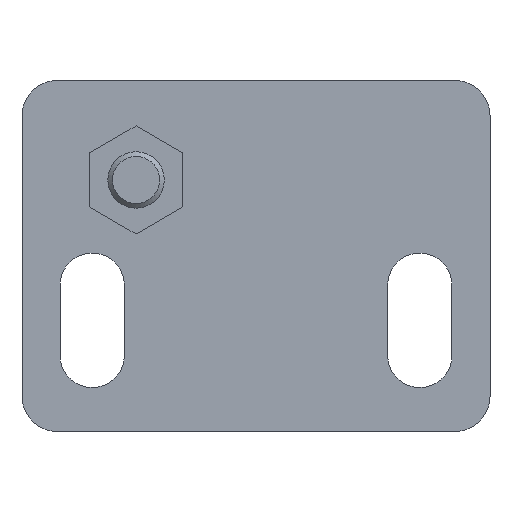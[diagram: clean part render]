
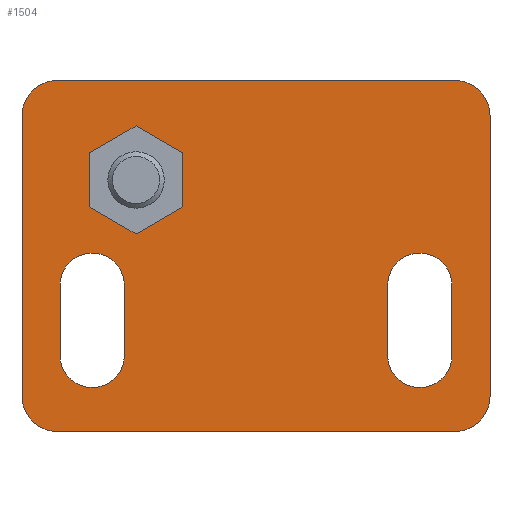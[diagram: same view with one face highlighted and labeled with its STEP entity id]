
A CAD part, left-side view. The second image highlights one B-rep face of the part: STEP entity #1504.
In plain terms, the highlighted face is planar.
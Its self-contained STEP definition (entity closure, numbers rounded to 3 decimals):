
#32=LINE('',#2013,#134);
#33=LINE('',#2017,#135);
#34=LINE('',#2021,#136);
#35=LINE('',#2025,#137);
#36=LINE('',#2029,#138);
#37=LINE('',#2033,#139);
#38=LINE('',#2037,#140);
#39=LINE('',#2041,#141);
#40=LINE('',#2042,#142);
#41=LINE('',#2045,#143);
#42=LINE('',#2047,#144);
#43=LINE('',#2049,#145);
#44=LINE('',#2051,#146);
#45=LINE('',#2053,#147);
#134=VECTOR('',#1693,1000.);
#135=VECTOR('',#1696,1000.);
#136=VECTOR('',#1699,1000.);
#137=VECTOR('',#1702,1000.);
#138=VECTOR('',#1705,1000.);
#139=VECTOR('',#1708,1000.);
#140=VECTOR('',#1711,1000.);
#141=VECTOR('',#1714,1000.);
#142=VECTOR('',#1715,1000.);
#143=VECTOR('',#1716,1000.);
#144=VECTOR('',#1717,1000.);
#145=VECTOR('',#1718,1000.);
#146=VECTOR('',#1719,1000.);
#147=VECTOR('',#1720,1000.);
#236=PLANE('',#1575);
#275=ORIENTED_EDGE('',*,*,#579,.F.);
#276=ORIENTED_EDGE('',*,*,#580,.F.);
#277=ORIENTED_EDGE('',*,*,#581,.F.);
#278=ORIENTED_EDGE('',*,*,#582,.F.);
#279=ORIENTED_EDGE('',*,*,#583,.F.);
#280=ORIENTED_EDGE('',*,*,#584,.F.);
#281=ORIENTED_EDGE('',*,*,#585,.F.);
#282=ORIENTED_EDGE('',*,*,#586,.F.);
#283=ORIENTED_EDGE('',*,*,#587,.T.);
#284=ORIENTED_EDGE('',*,*,#588,.T.);
#285=ORIENTED_EDGE('',*,*,#589,.T.);
#286=ORIENTED_EDGE('',*,*,#590,.T.);
#287=ORIENTED_EDGE('',*,*,#591,.T.);
#288=ORIENTED_EDGE('',*,*,#592,.T.);
#289=ORIENTED_EDGE('',*,*,#593,.T.);
#290=ORIENTED_EDGE('',*,*,#594,.T.);
#291=ORIENTED_EDGE('',*,*,#595,.T.);
#292=ORIENTED_EDGE('',*,*,#596,.T.);
#293=ORIENTED_EDGE('',*,*,#597,.T.);
#294=ORIENTED_EDGE('',*,*,#598,.T.);
#295=ORIENTED_EDGE('',*,*,#599,.T.);
#296=ORIENTED_EDGE('',*,*,#600,.T.);
#579=EDGE_CURVE('',#731,#732,#836,.T.);
#580=EDGE_CURVE('',#733,#731,#32,.T.);
#581=EDGE_CURVE('',#734,#733,#837,.T.);
#582=EDGE_CURVE('',#735,#734,#33,.T.);
#583=EDGE_CURVE('',#736,#735,#838,.T.);
#584=EDGE_CURVE('',#737,#736,#34,.T.);
#585=EDGE_CURVE('',#738,#737,#839,.T.);
#586=EDGE_CURVE('',#732,#738,#35,.T.);
#587=EDGE_CURVE('',#739,#740,#840,.T.);
#588=EDGE_CURVE('',#740,#741,#36,.T.);
#589=EDGE_CURVE('',#741,#742,#841,.T.);
#590=EDGE_CURVE('',#742,#739,#37,.T.);
#591=EDGE_CURVE('',#743,#744,#842,.T.);
#592=EDGE_CURVE('',#744,#745,#38,.T.);
#593=EDGE_CURVE('',#745,#746,#843,.T.);
#594=EDGE_CURVE('',#746,#743,#39,.T.);
#595=EDGE_CURVE('',#747,#748,#40,.T.);
#596=EDGE_CURVE('',#748,#749,#41,.T.);
#597=EDGE_CURVE('',#749,#750,#42,.T.);
#598=EDGE_CURVE('',#750,#751,#43,.T.);
#599=EDGE_CURVE('',#751,#752,#44,.T.);
#600=EDGE_CURVE('',#752,#747,#45,.T.);
#731=VERTEX_POINT('',#2011);
#732=VERTEX_POINT('',#2012);
#733=VERTEX_POINT('',#2014);
#734=VERTEX_POINT('',#2016);
#735=VERTEX_POINT('',#2018);
#736=VERTEX_POINT('',#2020);
#737=VERTEX_POINT('',#2022);
#738=VERTEX_POINT('',#2024);
#739=VERTEX_POINT('',#2027);
#740=VERTEX_POINT('',#2028);
#741=VERTEX_POINT('',#2030);
#742=VERTEX_POINT('',#2032);
#743=VERTEX_POINT('',#2035);
#744=VERTEX_POINT('',#2036);
#745=VERTEX_POINT('',#2038);
#746=VERTEX_POINT('',#2040);
#747=VERTEX_POINT('',#2043);
#748=VERTEX_POINT('',#2044);
#749=VERTEX_POINT('',#2046);
#750=VERTEX_POINT('',#2048);
#751=VERTEX_POINT('',#2050);
#752=VERTEX_POINT('',#2052);
#836=CIRCLE('',#1576,3.);
#837=CIRCLE('',#1577,3.);
#838=CIRCLE('',#1578,3.);
#839=CIRCLE('',#1579,3.);
#840=CIRCLE('',#1580,2.75);
#841=CIRCLE('',#1581,2.75);
#842=CIRCLE('',#1582,2.75);
#843=CIRCLE('',#1583,2.75);
#882=EDGE_LOOP('',(#275,#276,#277,#278,#279,#280,#281,#282));
#883=EDGE_LOOP('',(#283,#284,#285,#286));
#884=EDGE_LOOP('',(#287,#288,#289,#290));
#885=EDGE_LOOP('',(#291,#292,#293,#294,#295,#296));
#965=FACE_BOUND('',#882,.T.);
#966=FACE_BOUND('',#883,.T.);
#967=FACE_BOUND('',#884,.T.);
#968=FACE_BOUND('',#885,.T.);
#1504=ADVANCED_FACE('',(#965,#966,#967,#968),#236,.F.);
#1575=AXIS2_PLACEMENT_3D('',#2009,#1689,#1690);
#1576=AXIS2_PLACEMENT_3D('',#2010,#1691,#1692);
#1577=AXIS2_PLACEMENT_3D('',#2015,#1694,#1695);
#1578=AXIS2_PLACEMENT_3D('',#2019,#1697,#1698);
#1579=AXIS2_PLACEMENT_3D('',#2023,#1700,#1701);
#1580=AXIS2_PLACEMENT_3D('',#2026,#1703,#1704);
#1581=AXIS2_PLACEMENT_3D('',#2031,#1706,#1707);
#1582=AXIS2_PLACEMENT_3D('',#2034,#1709,#1710);
#1583=AXIS2_PLACEMENT_3D('',#2039,#1712,#1713);
#1689=DIRECTION('',(0.,1.,0.));
#1690=DIRECTION('',(0.,0.,1.));
#1691=DIRECTION('',(0.,1.,0.));
#1692=DIRECTION('',(1.,0.,0.));
#1693=DIRECTION('',(-1.,0.,0.));
#1694=DIRECTION('',(0.,1.,0.));
#1695=DIRECTION('',(1.,0.,0.));
#1696=DIRECTION('',(0.,0.,-1.));
#1697=DIRECTION('',(0.,1.,0.));
#1698=DIRECTION('',(1.,0.,0.));
#1699=DIRECTION('',(1.,0.,0.));
#1700=DIRECTION('',(0.,1.,0.));
#1701=DIRECTION('',(1.,0.,0.));
#1702=DIRECTION('',(0.,0.,1.));
#1703=DIRECTION('',(0.,1.,0.));
#1704=DIRECTION('',(0.,0.,1.));
#1705=DIRECTION('',(-1.,0.,0.));
#1706=DIRECTION('',(0.,1.,0.));
#1707=DIRECTION('',(0.,0.,1.));
#1708=DIRECTION('',(1.,0.,0.));
#1709=DIRECTION('',(0.,1.,0.));
#1710=DIRECTION('',(0.,0.,1.));
#1711=DIRECTION('',(-1.,0.,0.));
#1712=DIRECTION('',(0.,1.,0.));
#1713=DIRECTION('',(0.,0.,1.));
#1714=DIRECTION('',(1.,0.,0.));
#1715=DIRECTION('',(-0.5,0.,0.866));
#1716=DIRECTION('',(0.5,0.,0.866));
#1717=DIRECTION('',(1.,0.,0.));
#1718=DIRECTION('',(0.5,0.,-0.866));
#1719=DIRECTION('',(-0.5,0.,-0.866));
#1720=DIRECTION('',(-1.,0.,0.));
#2009=CARTESIAN_POINT('',(-12.,-9.15,-17.));
#2010=CARTESIAN_POINT('',(-12.,-9.15,-17.));
#2011=CARTESIAN_POINT('',(-12.,-9.15,-20.));
#2012=CARTESIAN_POINT('',(-15.,-9.15,-17.));
#2013=CARTESIAN_POINT('',(12.,-9.15,-20.));
#2014=CARTESIAN_POINT('',(12.,-9.15,-20.));
#2015=CARTESIAN_POINT('',(12.,-9.15,-17.));
#2016=CARTESIAN_POINT('',(15.,-9.15,-17.));
#2017=CARTESIAN_POINT('',(15.,-9.15,17.));
#2018=CARTESIAN_POINT('',(15.,-9.15,17.));
#2019=CARTESIAN_POINT('',(12.,-9.15,17.));
#2020=CARTESIAN_POINT('',(12.,-9.15,20.));
#2021=CARTESIAN_POINT('',(-12.,-9.15,20.));
#2022=CARTESIAN_POINT('',(-12.,-9.15,20.));
#2023=CARTESIAN_POINT('',(-12.,-9.15,17.));
#2024=CARTESIAN_POINT('',(-15.,-9.15,17.));
#2025=CARTESIAN_POINT('',(-15.,-9.15,-17.));
#2026=CARTESIAN_POINT('',(8.5,-9.15,-14.));
#2027=CARTESIAN_POINT('',(8.5,-9.15,-11.25));
#2028=CARTESIAN_POINT('',(8.5,-9.15,-16.75));
#2029=CARTESIAN_POINT('',(-12.,-9.15,-16.75));
#2030=CARTESIAN_POINT('',(2.5,-9.15,-16.75));
#2031=CARTESIAN_POINT('',(2.5,-9.15,-14.));
#2032=CARTESIAN_POINT('',(2.5,-9.15,-11.25));
#2033=CARTESIAN_POINT('',(-12.,-9.15,-11.25));
#2034=CARTESIAN_POINT('',(8.5,-9.15,14.));
#2035=CARTESIAN_POINT('',(8.5,-9.15,16.75));
#2036=CARTESIAN_POINT('',(8.5,-9.15,11.25));
#2037=CARTESIAN_POINT('',(-12.,-9.15,11.25));
#2038=CARTESIAN_POINT('',(2.5,-9.15,11.25));
#2039=CARTESIAN_POINT('',(2.5,-9.15,14.));
#2040=CARTESIAN_POINT('',(2.5,-9.15,16.75));
#2041=CARTESIAN_POINT('',(-12.,-9.15,16.75));
#2042=CARTESIAN_POINT('',(-8.809,-9.15,-14.25));
#2043=CARTESIAN_POINT('',(-8.809,-9.15,-14.25));
#2044=CARTESIAN_POINT('',(-11.119,-9.15,-10.25));
#2045=CARTESIAN_POINT('',(-11.119,-9.15,-10.25));
#2046=CARTESIAN_POINT('',(-8.809,-9.15,-6.25));
#2047=CARTESIAN_POINT('',(-8.809,-9.15,-6.25));
#2048=CARTESIAN_POINT('',(-4.191,-9.15,-6.25));
#2049=CARTESIAN_POINT('',(-4.191,-9.15,-6.25));
#2050=CARTESIAN_POINT('',(-1.881,-9.15,-10.25));
#2051=CARTESIAN_POINT('',(-1.881,-9.15,-10.25));
#2052=CARTESIAN_POINT('',(-4.191,-9.15,-14.25));
#2053=CARTESIAN_POINT('',(-4.191,-9.15,-14.25));
